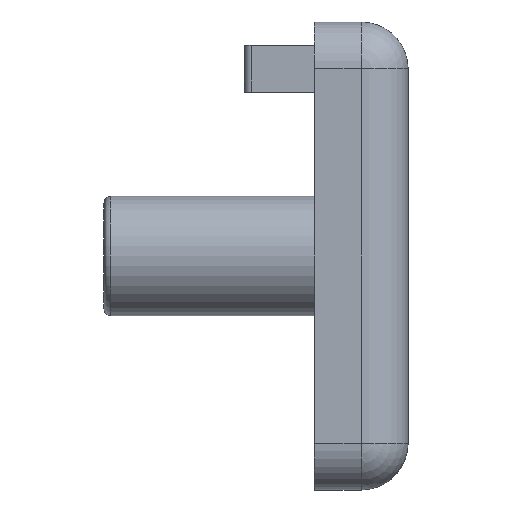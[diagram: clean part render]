
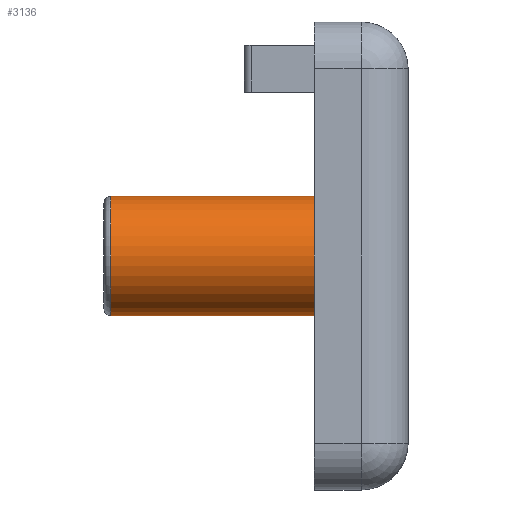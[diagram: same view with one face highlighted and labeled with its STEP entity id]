
A CAD part, left-side view. The second image highlights one B-rep face of the part: STEP entity #3136.
In plain terms, the highlighted cylindrical face has radius 2.55 mm (diameter 5.1 mm), a partial arc.
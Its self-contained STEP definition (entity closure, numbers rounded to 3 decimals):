
#257 = ORIENTED_EDGE ( 'NONE', *, *, #5794, .T. ) ;
#322 = CIRCLE ( 'NONE', #3977, 2.55 ) ;
#323 = DIRECTION ( 'NONE',  ( 0., 0., -1. ) ) ;
#965 = LINE ( 'NONE', #2996, #4845 ) ;
#1020 = ORIENTED_EDGE ( 'NONE', *, *, #3600, .T. ) ;
#1292 = CYLINDRICAL_SURFACE ( 'NONE', #3026, 2.55 ) ;
#1402 = CARTESIAN_POINT ( 'NONE',  ( 0., 3., 0. ) ) ;
#1628 = EDGE_LOOP ( 'NONE', ( #6232, #5961, #1020, #257 ) ) ;
#1649 = DIRECTION ( 'NONE',  ( 0., -1., 0. ) ) ;
#1675 = DIRECTION ( 'NONE',  ( 0., -1., 0. ) ) ;
#1870 = CARTESIAN_POINT ( 'NONE',  ( 0., 3., 2.55 ) ) ;
#1930 = DIRECTION ( 'NONE',  ( 0., 0., 1. ) ) ;
#2343 = EDGE_CURVE ( 'NONE', #5357, #6005, #322, .T. ) ;
#2398 = CARTESIAN_POINT ( 'NONE',  ( 0., 13., 0. ) ) ;
#2777 = VERTEX_POINT ( 'NONE', #1870 ) ;
#2996 = CARTESIAN_POINT ( 'NONE',  ( 0., 13., 2.55 ) ) ;
#3007 = LINE ( 'NONE', #4813, #5814 ) ;
#3026 = AXIS2_PLACEMENT_3D ( 'NONE', #2398, #6081, #323 ) ;
#3134 = CARTESIAN_POINT ( 'NONE',  ( 0., 12.7, -2.55 ) ) ;
#3136 = ADVANCED_FACE ( 'NONE', ( #4075 ), #1292, .T. ) ;
#3600 = EDGE_CURVE ( 'NONE', #6005, #3814, #3007, .T. ) ;
#3812 = AXIS2_PLACEMENT_3D ( 'NONE', #1402, #5078, #1930 ) ;
#3814 = VERTEX_POINT ( 'NONE', #4994 ) ;
#3977 = AXIS2_PLACEMENT_3D ( 'NONE', #4785, #1649, #5313 ) ;
#4075 = FACE_OUTER_BOUND ( 'NONE', #1628, .T. ) ;
#4785 = CARTESIAN_POINT ( 'NONE',  ( 0., 12.7, 0. ) ) ;
#4813 = CARTESIAN_POINT ( 'NONE',  ( 0., 13., -2.55 ) ) ;
#4845 = VECTOR ( 'NONE', #5113, 1000. ) ;
#4994 = CARTESIAN_POINT ( 'NONE',  ( 0., 3., -2.55 ) ) ;
#5078 = DIRECTION ( 'NONE',  ( 0., 1., 0. ) ) ;
#5113 = DIRECTION ( 'NONE',  ( 0., -1., 0. ) ) ;
#5313 = DIRECTION ( 'NONE',  ( 0., 0., 1. ) ) ;
#5357 = VERTEX_POINT ( 'NONE', #5387 ) ;
#5387 = CARTESIAN_POINT ( 'NONE',  ( 0., 12.7, 2.55 ) ) ;
#5609 = EDGE_CURVE ( 'NONE', #5357, #2777, #965, .T. ) ;
#5794 = EDGE_CURVE ( 'NONE', #3814, #2777, #6622, .T. ) ;
#5814 = VECTOR ( 'NONE', #1675, 1000. ) ;
#5961 = ORIENTED_EDGE ( 'NONE', *, *, #2343, .T. ) ;
#6005 = VERTEX_POINT ( 'NONE', #3134 ) ;
#6081 = DIRECTION ( 'NONE',  ( 0., -1., 0. ) ) ;
#6232 = ORIENTED_EDGE ( 'NONE', *, *, #5609, .F. ) ;
#6622 = CIRCLE ( 'NONE', #3812, 2.55 ) ;
